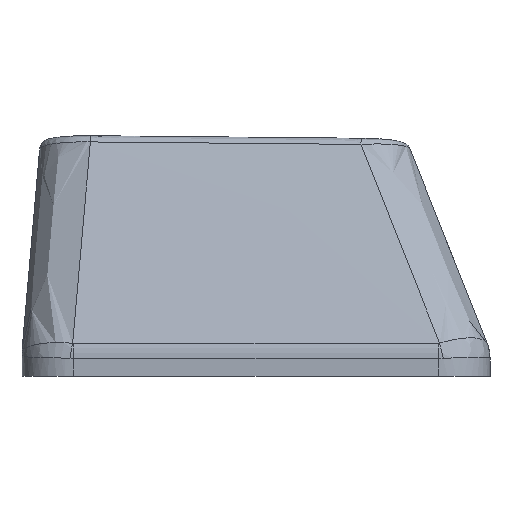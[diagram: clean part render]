
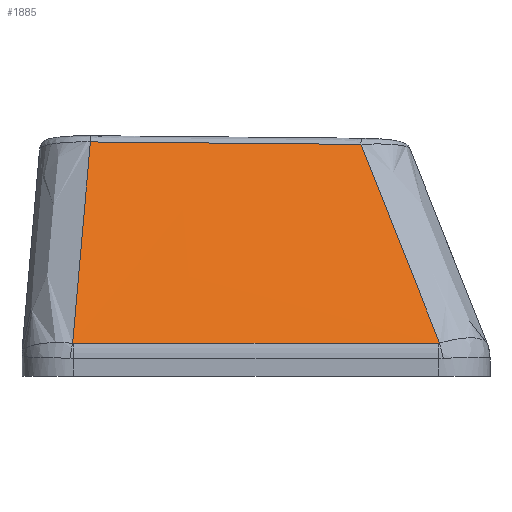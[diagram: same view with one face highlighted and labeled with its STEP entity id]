
A CAD part, left-side view. The second image highlights one B-rep face of the part: STEP entity #1885.
In plain terms, the highlighted free-form (B-spline) face has degree [3, 3] with [4, 4] control points.
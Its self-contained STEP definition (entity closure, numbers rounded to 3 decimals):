
#128=B_SPLINE_SURFACE_WITH_KNOTS('',3,3,((#3129,#3130,#3131,#3132),(#3133,
#3134,#3135,#3136),(#3137,#3138,#3139,#3140),(#3141,#3142,#3143,#3144)),
 .UNSPECIFIED.,.F.,.F.,.F.,(4,4),(4,4),(0.102,0.892),
(0.033,0.966),.UNSPECIFIED.);
#393=FACE_OUTER_BOUND('',#502,.T.);
#502=EDGE_LOOP('',(#1374,#1375,#1376,#1377,#1378,#1379));
#649=B_SPLINE_CURVE_WITH_KNOTS('',3,(#2993,#2994,#2995,#2996),
 .UNSPECIFIED.,.F.,.F.,(4,4),(0.,0.004),.UNSPECIFIED.);
#651=B_SPLINE_CURVE_WITH_KNOTS('',3,(#3020,#3021,#3022,#3023),
 .UNSPECIFIED.,.F.,.F.,(4,4),(0.,1.416),.UNSPECIFIED.);
#653=B_SPLINE_CURVE_WITH_KNOTS('',3,(#3047,#3048,#3049,#3050),
 .UNSPECIFIED.,.F.,.F.,(4,4),(0.,0.005),.UNSPECIFIED.);
#656=B_SPLINE_CURVE_WITH_KNOTS('',3,(#3146,#3147,#3148,#3149),
 .UNSPECIFIED.,.F.,.F.,(4,4),(0.032,0.925),
 .UNSPECIFIED.);
#657=B_SPLINE_CURVE_WITH_KNOTS('',3,(#3151,#3152,#3153,#3154),
 .UNSPECIFIED.,.F.,.F.,(4,4),(-1.05,0.),.UNSPECIFIED.);
#658=B_SPLINE_CURVE_WITH_KNOTS('',3,(#3155,#3156,#3157,#3158),
 .UNSPECIFIED.,.F.,.F.,(4,4),(-0.881,-0.03),
 .UNSPECIFIED.);
#805=VERTEX_POINT('',#2961);
#807=VERTEX_POINT('',#2991);
#809=VERTEX_POINT('',#3018);
#811=VERTEX_POINT('',#3045);
#818=VERTEX_POINT('',#3145);
#819=VERTEX_POINT('',#3150);
#1019=EDGE_CURVE('',#807,#805,#649,.T.);
#1022=EDGE_CURVE('',#809,#807,#651,.T.);
#1025=EDGE_CURVE('',#811,#809,#653,.T.);
#1037=EDGE_CURVE('',#818,#811,#656,.T.);
#1038=EDGE_CURVE('',#819,#818,#657,.T.);
#1039=EDGE_CURVE('',#805,#819,#658,.T.);
#1374=ORIENTED_EDGE('',*,*,#1019,.F.);
#1375=ORIENTED_EDGE('',*,*,#1022,.F.);
#1376=ORIENTED_EDGE('',*,*,#1025,.F.);
#1377=ORIENTED_EDGE('',*,*,#1037,.F.);
#1378=ORIENTED_EDGE('',*,*,#1038,.F.);
#1379=ORIENTED_EDGE('',*,*,#1039,.F.);
#1885=ADVANCED_FACE('',(#393),#128,.T.);
#2961=CARTESIAN_POINT('',(-18.485,7.116,0.284));
#2991=CARTESIAN_POINT('',(-18.486,7.08,0.281));
#2993=CARTESIAN_POINT('Ctrl Pts',(-18.486,7.08,0.281));
#2994=CARTESIAN_POINT('Ctrl Pts',(-18.486,7.092,0.281));
#2995=CARTESIAN_POINT('Ctrl Pts',(-18.486,7.104,0.282));
#2996=CARTESIAN_POINT('Ctrl Pts',(-18.485,7.116,0.284));
#3018=CARTESIAN_POINT('',(-18.484,-7.081,0.284));
#3020=CARTESIAN_POINT('Ctrl Pts',(-18.484,-7.081,0.284));
#3021=CARTESIAN_POINT('Ctrl Pts',(-18.484,-2.36,0.283));
#3022=CARTESIAN_POINT('Ctrl Pts',(-18.485,2.36,0.282));
#3023=CARTESIAN_POINT('Ctrl Pts',(-18.486,7.08,0.281));
#3045=CARTESIAN_POINT('',(-18.481,-7.128,0.289));
#3047=CARTESIAN_POINT('Ctrl Pts',(-18.481,-7.128,0.289));
#3048=CARTESIAN_POINT('Ctrl Pts',(-18.483,-7.112,0.286));
#3049=CARTESIAN_POINT('Ctrl Pts',(-18.484,-7.097,0.284));
#3050=CARTESIAN_POINT('Ctrl Pts',(-18.484,-7.081,0.284));
#3129=CARTESIAN_POINT('Ctrl Pts',(-15.166,-4.453,8.));
#3130=CARTESIAN_POINT('Ctrl Pts',(-16.273,-5.346,5.426));
#3131=CARTESIAN_POINT('Ctrl Pts',(-17.379,-6.239,2.852));
#3132=CARTESIAN_POINT('Ctrl Pts',(-18.486,-7.132,0.278));
#3133=CARTESIAN_POINT('Ctrl Pts',(-15.166,-0.691,
8.033));
#3134=CARTESIAN_POINT('Ctrl Pts',(-16.273,-1.255,5.448));
#3135=CARTESIAN_POINT('Ctrl Pts',(-17.379,-1.819,2.863));
#3136=CARTESIAN_POINT('Ctrl Pts',(-18.486,-2.382,0.279));
#3137=CARTESIAN_POINT('Ctrl Pts',(-15.166,3.072,8.066));
#3138=CARTESIAN_POINT('Ctrl Pts',(-16.273,2.837,5.471));
#3139=CARTESIAN_POINT('Ctrl Pts',(-17.379,2.602,2.875));
#3140=CARTESIAN_POINT('Ctrl Pts',(-18.486,2.367,0.28));
#3141=CARTESIAN_POINT('Ctrl Pts',(-15.166,6.834,8.1));
#3142=CARTESIAN_POINT('Ctrl Pts',(-16.273,6.928,5.494));
#3143=CARTESIAN_POINT('Ctrl Pts',(-17.379,7.022,2.887));
#3144=CARTESIAN_POINT('Ctrl Pts',(-18.486,7.116,0.281));
#3145=CARTESIAN_POINT('',(-15.167,-4.074,8.001));
#3146=CARTESIAN_POINT('Ctrl Pts',(-15.167,-4.074,8.001));
#3147=CARTESIAN_POINT('Ctrl Pts',(-16.271,-5.091,5.43));
#3148=CARTESIAN_POINT('Ctrl Pts',(-17.376,-6.109,2.859));
#3149=CARTESIAN_POINT('Ctrl Pts',(-18.481,-7.128,0.289));
#3150=CARTESIAN_POINT('',(-15.166,6.426,8.096));
#3151=CARTESIAN_POINT('Ctrl Pts',(-15.166,6.426,8.096));
#3152=CARTESIAN_POINT('Ctrl Pts',(-15.166,2.926,8.065));
#3153=CARTESIAN_POINT('Ctrl Pts',(-15.166,-0.574,
8.033));
#3154=CARTESIAN_POINT('Ctrl Pts',(-15.167,-4.074,8.001));
#3155=CARTESIAN_POINT('Ctrl Pts',(-18.485,7.116,0.284));
#3156=CARTESIAN_POINT('Ctrl Pts',(-17.379,6.887,2.888));
#3157=CARTESIAN_POINT('Ctrl Pts',(-16.273,6.657,5.492));
#3158=CARTESIAN_POINT('Ctrl Pts',(-15.166,6.426,8.096));
